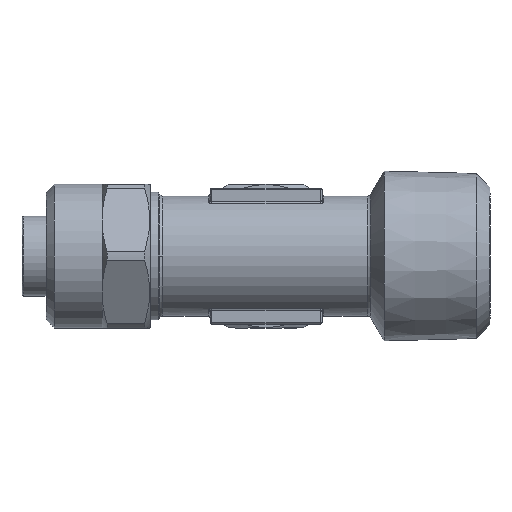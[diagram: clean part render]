
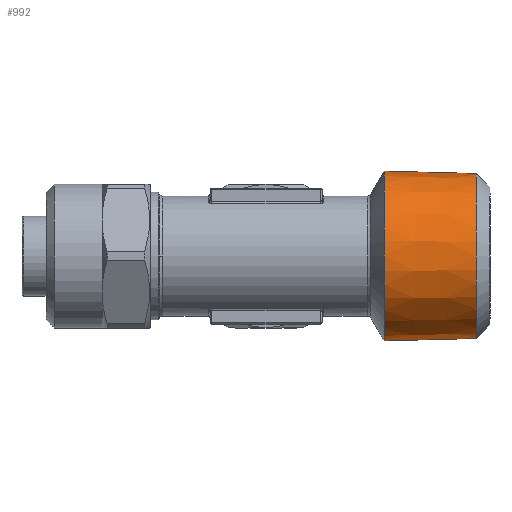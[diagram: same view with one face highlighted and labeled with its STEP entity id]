
A CAD part, left-side view. The second image highlights one B-rep face of the part: STEP entity #992.
In plain terms, the highlighted conical face has half-angle 1.47 degrees and reference radius 10.626 mm.
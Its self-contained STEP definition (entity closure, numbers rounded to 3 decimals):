
#8 = AXIS2_PLACEMENT_3D ( 'NONE', #1800, #1801, #1802 ) ;
#12 = CIRCLE ( 'NONE', #8, 10.607 ) ;
#162 = EDGE_CURVE ( 'NONE', #712, #715, #5233, .T. ) ;
#165 = EDGE_CURVE ( 'NONE', #713, #716, #5234, .T. ) ;
#377 = AXIS2_PLACEMENT_3D ( 'NONE', #2142, #2143, #2144 ) ;
#382 = CONICAL_SURFACE ( 'NONE', #377, 10.626, 0.026 ) ;
#712 = VERTEX_POINT ( 'NONE', #3532 ) ;
#713 = VERTEX_POINT ( 'NONE', #3533 ) ;
#715 = VERTEX_POINT ( 'NONE', #3535 ) ;
#716 = VERTEX_POINT ( 'NONE', #3536 ) ;
#815 = EDGE_CURVE ( 'NONE', #713, #712, #1108, .T. ) ;
#891 = EDGE_CURVE ( 'NONE', #716, #715, #12, .T. ) ;
#992 = ADVANCED_FACE ( 'NONE', ( #4331 ), #382, .T. ) ;
#1060 = AXIS2_PLACEMENT_3D ( 'NONE', #3658, #3659, #3660 ) ;
#1090 = VECTOR ( 'NONE', #3414, 1000. ) ;
#1098 = VECTOR ( 'NONE', #3406, 1000. ) ;
#1108 = CIRCLE ( 'NONE', #1060, 10.311 ) ;
#1800 = CARTESIAN_POINT ( 'NONE',  ( 0., -14.773, 0. ) ) ;
#1801 = DIRECTION ( 'NONE',  ( 0., -1., 0. ) ) ;
#1802 = DIRECTION ( 'NONE',  ( 0., 0., 1. ) ) ;
#2142 = CARTESIAN_POINT ( 'NONE',  ( 0., -14., 0. ) ) ;
#2143 = DIRECTION ( 'NONE',  ( 0., 1., 0. ) ) ;
#2144 = DIRECTION ( 'NONE',  ( 0., 0., 1. ) ) ;
#3405 = CARTESIAN_POINT ( 'NONE',  ( 0., -14., -10.626 ) ) ;
#3406 = DIRECTION ( 'NONE',  ( 0., 1., -0.026 ) ) ;
#3413 = CARTESIAN_POINT ( 'NONE',  ( 0., -14., 10.626 ) ) ;
#3414 = DIRECTION ( 'NONE',  ( 0., 1., 0.026 ) ) ;
#3532 = CARTESIAN_POINT ( 'NONE',  ( 0., -26.3, -10.311 ) ) ;
#3533 = CARTESIAN_POINT ( 'NONE',  ( 0., -26.3, 10.311 ) ) ;
#3535 = CARTESIAN_POINT ( 'NONE',  ( 0., -14.773, -10.607 ) ) ;
#3536 = CARTESIAN_POINT ( 'NONE',  ( 0., -14.773, 10.607 ) ) ;
#3658 = CARTESIAN_POINT ( 'NONE',  ( 0., -26.3, 0. ) ) ;
#3659 = DIRECTION ( 'NONE',  ( 0., -1., 0. ) ) ;
#3660 = DIRECTION ( 'NONE',  ( 0., 0., -1. ) ) ;
#4331 = FACE_OUTER_BOUND ( 'NONE', #6924, .T. ) ;
#4888 = ORIENTED_EDGE ( 'NONE', *, *, #891, .T. ) ;
#4889 = ORIENTED_EDGE ( 'NONE', *, *, #162, .F. ) ;
#4890 = ORIENTED_EDGE ( 'NONE', *, *, #815, .F. ) ;
#4891 = ORIENTED_EDGE ( 'NONE', *, *, #165, .T. ) ;
#5233 = LINE ( 'NONE', #3405, #1098 ) ;
#5234 = LINE ( 'NONE', #3413, #1090 ) ;
#6924 = EDGE_LOOP ( 'NONE', ( #4889, #4890, #4891, #4888 ) ) ;
